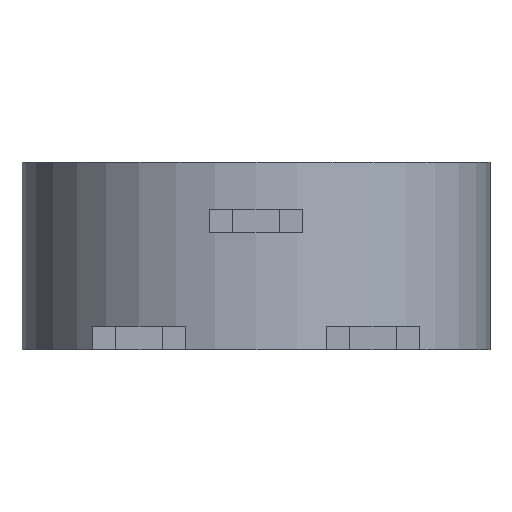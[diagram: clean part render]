
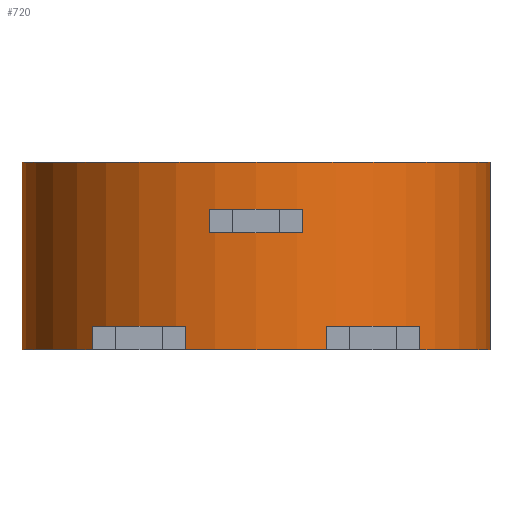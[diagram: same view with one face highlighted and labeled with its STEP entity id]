
A CAD part, front view. The second image highlights one B-rep face of the part: STEP entity #720.
In plain terms, the highlighted cylindrical face has radius 5 mm (diameter 10 mm), a full revolution.
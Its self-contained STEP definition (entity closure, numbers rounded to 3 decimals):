
#71=FACE_OUTER_BOUND('',#116,.T.);
#116=EDGE_LOOP('',(#517,#518,#519,#520));
#167=LINE('',#1062,#250);
#250=VECTOR('',#857,5.);
#334=CIRCLE('',#787,5.);
#335=CIRCLE('',#788,5.);
#350=VERTEX_POINT('',#1059);
#351=VERTEX_POINT('',#1061);
#417=EDGE_CURVE('',#350,#350,#334,.T.);
#418=EDGE_CURVE('',#350,#351,#167,.T.);
#419=EDGE_CURVE('',#351,#351,#335,.T.);
#517=ORIENTED_EDGE('',*,*,#417,.F.);
#518=ORIENTED_EDGE('',*,*,#418,.T.);
#519=ORIENTED_EDGE('',*,*,#419,.T.);
#520=ORIENTED_EDGE('',*,*,#418,.F.);
#712=CYLINDRICAL_SURFACE('',#786,5.);
#720=ADVANCED_FACE('',(#71),#712,.T.);
#786=AXIS2_PLACEMENT_3D('',#1058,#853,#854);
#787=AXIS2_PLACEMENT_3D('',#1060,#855,#856);
#788=AXIS2_PLACEMENT_3D('',#1063,#858,#859);
#853=DIRECTION('center_axis',(0.,0.,1.));
#854=DIRECTION('ref_axis',(1.,0.,0.));
#855=DIRECTION('center_axis',(0.,0.,1.));
#856=DIRECTION('ref_axis',(1.,0.,0.));
#857=DIRECTION('',(0.,0.,-1.));
#858=DIRECTION('center_axis',(0.,0.,1.));
#859=DIRECTION('ref_axis',(1.,0.,0.));
#1058=CARTESIAN_POINT('Origin',(0.,0.,0.));
#1059=CARTESIAN_POINT('',(-5.,0.,4.));
#1060=CARTESIAN_POINT('Origin',(0.,0.,4.));
#1061=CARTESIAN_POINT('',(-5.,0.,0.));
#1062=CARTESIAN_POINT('',(-5.,0.,0.));
#1063=CARTESIAN_POINT('Origin',(0.,0.,0.));
